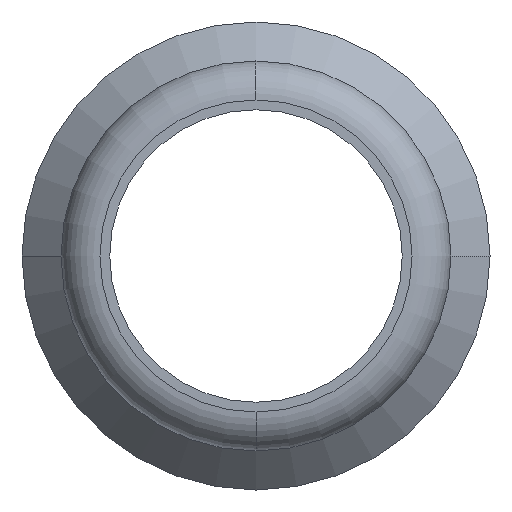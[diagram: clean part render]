
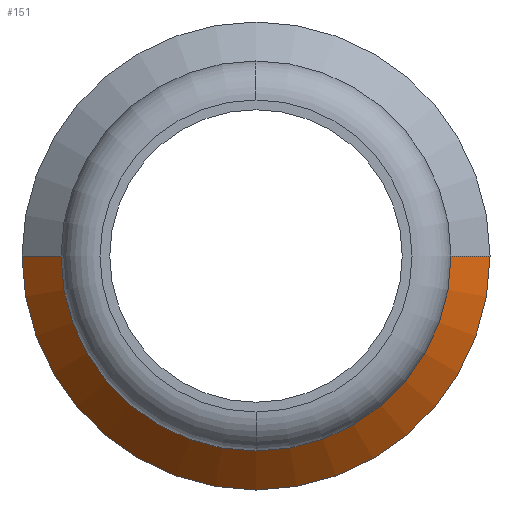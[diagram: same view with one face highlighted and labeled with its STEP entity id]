
A CAD part, front view. The second image highlights one B-rep face of the part: STEP entity #151.
In plain terms, the highlighted conical face has half-angle 45 degrees and reference radius 5.5 mm.
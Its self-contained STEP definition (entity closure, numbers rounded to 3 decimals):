
#151=ADVANCED_FACE('',(#312),#313,.T.);
#312=FACE_OUTER_BOUND('',#475,.T.);
#313=CONICAL_SURFACE('',#476,5.5,0.785);
#475=EDGE_LOOP('',(#826,#827,#828,#829));
#476=AXIS2_PLACEMENT_3D('',#830,#831,#832);
#826=ORIENTED_EDGE('',*,*,#1021,.F.);
#827=ORIENTED_EDGE('',*,*,#1007,.T.);
#828=ORIENTED_EDGE('',*,*,#1023,.F.);
#829=ORIENTED_EDGE('',*,*,#1038,.F.);
#830=CARTESIAN_POINT('',(0.0,5.5,0.0));
#831=DIRECTION('',(-0.0,1.0,-0.0));
#832=DIRECTION('',(1.0,0.0,0.0));
#1007=EDGE_CURVE('',#1108,#1110,#1214,.T.);
#1021=EDGE_CURVE('',#1108,#1230,#1231,.T.);
#1023=EDGE_CURVE('',#1232,#1110,#1234,.T.);
#1038=EDGE_CURVE('',#1230,#1232,#1249,.T.);
#1108=VERTEX_POINT('',#1327);
#1110=VERTEX_POINT('',#1330);
#1214=CIRCLE('',#1453,5.0);
#1230=VERTEX_POINT('',#1473);
#1231=LINE('',#1474,#1475);
#1232=VERTEX_POINT('',#1476);
#1234=LINE('',#1478,#1479);
#1249=CIRCLE('',#1498,6.0);
#1327=CARTESIAN_POINT('',(5.0,5.0,0.0));
#1330=CARTESIAN_POINT('',(-5.0,5.0,0.));
#1453=AXIS2_PLACEMENT_3D('',#1693,#1694,#1695);
#1473=CARTESIAN_POINT('',(6.0,6.0,0.0));
#1474=CARTESIAN_POINT('',(5.5,5.5,0.));
#1475=VECTOR('',#1709,1.0);
#1476=CARTESIAN_POINT('',(-6.0,6.0,0.));
#1478=CARTESIAN_POINT('',(-5.5,5.5,0.));
#1479=VECTOR('',#1713,1.0);
#1498=AXIS2_PLACEMENT_3D('',#1724,#1725,#1726);
#1693=CARTESIAN_POINT('',(0.0,5.0,0.0));
#1694=DIRECTION('',(-0.0,1.0,0.0));
#1695=DIRECTION('',(1.0,0.0,0.0));
#1709=DIRECTION('',(0.707,0.707,0.));
#1713=DIRECTION('',(0.707,-0.707,0.));
#1724=CARTESIAN_POINT('',(0.0,6.0,0.0));
#1725=DIRECTION('',(-0.0,1.0,0.0));
#1726=DIRECTION('',(1.0,0.0,0.0));
